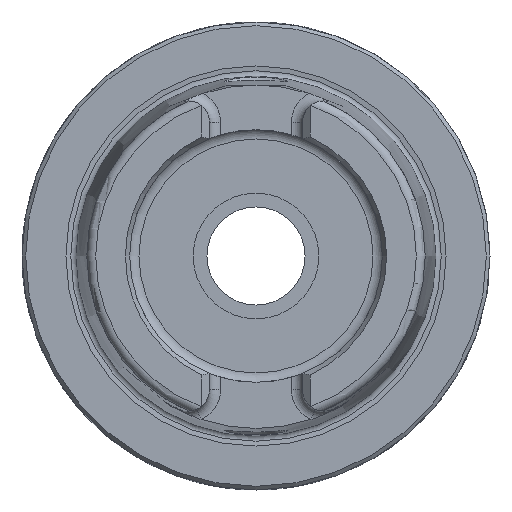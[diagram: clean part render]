
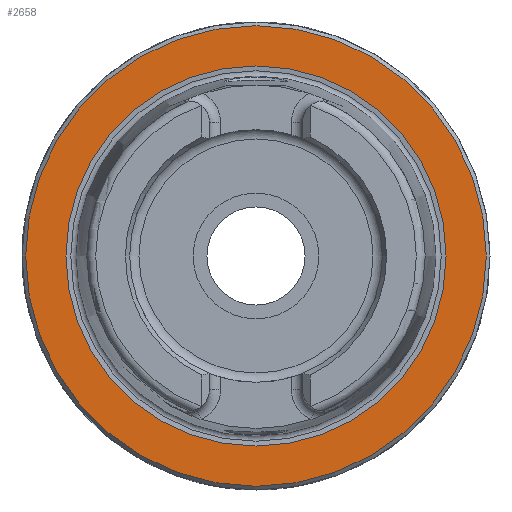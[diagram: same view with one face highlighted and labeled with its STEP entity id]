
A CAD part, left-side view. The second image highlights one B-rep face of the part: STEP entity #2658.
In plain terms, the highlighted planar face has unit normal (-1, 0, 0).
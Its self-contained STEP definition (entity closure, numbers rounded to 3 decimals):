
#160=FACE_BOUND('',#475,.T.);
#201=PLANE('',#3036);
#331=FACE_OUTER_BOUND('',#474,.T.);
#474=EDGE_LOOP('',(#2461,#2462));
#475=EDGE_LOOP('',(#2463,#2464));
#925=CIRCLE('',#3033,25.588);
#926=CIRCLE('',#3034,25.588);
#928=CIRCLE('',#3037,31.);
#929=CIRCLE('',#3038,31.);
#1220=VERTEX_POINT('',#5544);
#1221=VERTEX_POINT('',#5546);
#1222=VERTEX_POINT('',#5551);
#1223=VERTEX_POINT('',#5552);
#1636=EDGE_CURVE('',#1221,#1220,#925,.T.);
#1637=EDGE_CURVE('',#1220,#1221,#926,.T.);
#1639=EDGE_CURVE('',#1222,#1223,#928,.T.);
#1640=EDGE_CURVE('',#1223,#1222,#929,.T.);
#2461=ORIENTED_EDGE('',*,*,#1639,.F.);
#2462=ORIENTED_EDGE('',*,*,#1640,.F.);
#2463=ORIENTED_EDGE('',*,*,#1636,.T.);
#2464=ORIENTED_EDGE('',*,*,#1637,.T.);
#2658=ADVANCED_FACE('',(#331,#160),#201,.T.);
#3033=AXIS2_PLACEMENT_3D('',#5547,#3863,#3864);
#3034=AXIS2_PLACEMENT_3D('',#5548,#3865,#3866);
#3036=AXIS2_PLACEMENT_3D('',#5550,#3869,#3870);
#3037=AXIS2_PLACEMENT_3D('',#5553,#3871,#3872);
#3038=AXIS2_PLACEMENT_3D('',#5554,#3873,#3874);
#3863=DIRECTION('center_axis',(1.,0.,0.));
#3864=DIRECTION('ref_axis',(0.,0.,-1.));
#3865=DIRECTION('center_axis',(1.,0.,0.));
#3866=DIRECTION('ref_axis',(0.,0.,-1.));
#3869=DIRECTION('center_axis',(-1.,0.,0.));
#3870=DIRECTION('ref_axis',(0.,0.,1.));
#3871=DIRECTION('center_axis',(1.,0.,0.));
#3872=DIRECTION('ref_axis',(0.,0.,-1.));
#3873=DIRECTION('center_axis',(1.,0.,0.));
#3874=DIRECTION('ref_axis',(0.,0.,-1.));
#5544=CARTESIAN_POINT('',(0.,-25.588,0.));
#5546=CARTESIAN_POINT('',(0.,25.588,0.));
#5547=CARTESIAN_POINT('Origin',(0.,0.,0.));
#5548=CARTESIAN_POINT('Origin',(0.,0.,0.));
#5550=CARTESIAN_POINT('Origin',(0.,31.,0.));
#5551=CARTESIAN_POINT('',(0.,31.,0.));
#5552=CARTESIAN_POINT('',(0.,-31.,0.));
#5553=CARTESIAN_POINT('Origin',(0.,0.,0.));
#5554=CARTESIAN_POINT('Origin',(0.,0.,0.));
